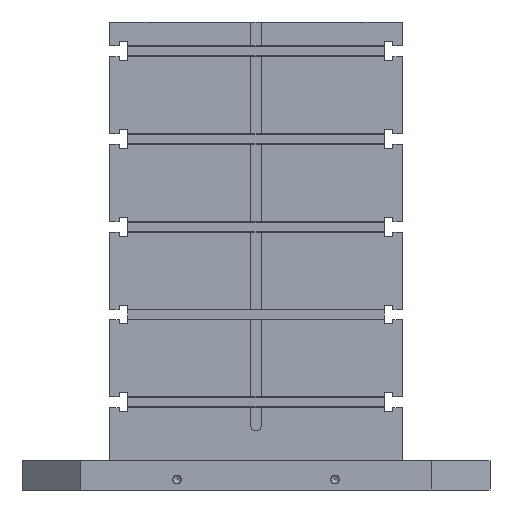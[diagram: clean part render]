
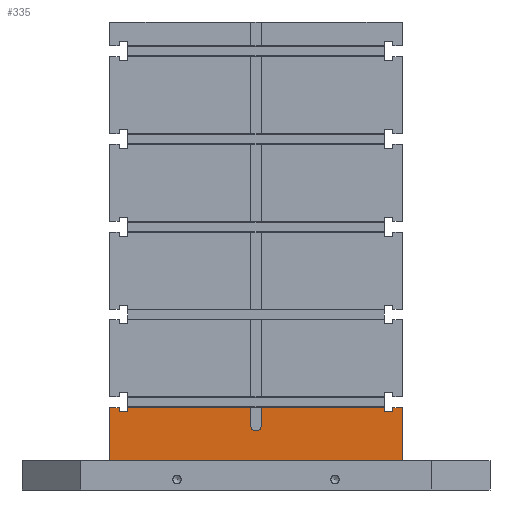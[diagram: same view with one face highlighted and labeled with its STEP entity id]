
A CAD part, front view. The second image highlights one B-rep face of the part: STEP entity #335.
In plain terms, the highlighted planar face has unit normal (0, -1, 0).
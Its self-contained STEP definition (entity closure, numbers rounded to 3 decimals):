
#335 = ADVANCED_FACE( '', ( #1711 ), #1712, .F. );
#1711 = FACE_OUTER_BOUND( '', #9896, .T. );
#1712 = PLANE( '', #9897 );
#9896 = EDGE_LOOP( '', ( #15763, #15764, #15765, #15766, #15767, #15768, #15769, #15770, #15771, #15772, #15773, #15774, #15775, #15776, #15777, #15778 ) );
#9897 = AXIS2_PLACEMENT_3D( '', #15779, #15780, #15781 );
#15763 = ORIENTED_EDGE( '', *, *, #23548, .F. );
#15764 = ORIENTED_EDGE( '', *, *, #23549, .F. );
#15765 = ORIENTED_EDGE( '', *, *, #23550, .T. );
#15766 = ORIENTED_EDGE( '', *, *, #23551, .T. );
#15767 = ORIENTED_EDGE( '', *, *, #23552, .T. );
#15768 = ORIENTED_EDGE( '', *, *, #23553, .T. );
#15769 = ORIENTED_EDGE( '', *, *, #23554, .T. );
#15770 = ORIENTED_EDGE( '', *, *, #23555, .T. );
#15771 = ORIENTED_EDGE( '', *, *, #23556, .T. );
#15772 = ORIENTED_EDGE( '', *, *, #23512, .F. );
#15773 = ORIENTED_EDGE( '', *, *, #23557, .T. );
#15774 = ORIENTED_EDGE( '', *, *, #23558, .F. );
#15775 = ORIENTED_EDGE( '', *, *, #23559, .F. );
#15776 = ORIENTED_EDGE( '', *, *, #23560, .F. );
#15777 = ORIENTED_EDGE( '', *, *, #23561, .T. );
#15778 = ORIENTED_EDGE( '', *, *, #23562, .F. );
#15779 = CARTESIAN_POINT( '', ( -250., -250., 800. ) );
#15780 = DIRECTION( '', ( 0., 1., 0. ) );
#15781 = DIRECTION( '', ( 0., 0., 1. ) );
#23512 = EDGE_CURVE( '', #26955, #26957, #26958, .T. );
#23548 = EDGE_CURVE( '', #27027, #27028, #27029, .T. );
#23549 = EDGE_CURVE( '', #27030, #27027, #27031, .T. );
#23550 = EDGE_CURVE( '', #27030, #27032, #27033, .T. );
#23551 = EDGE_CURVE( '', #27032, #27034, #27035, .T. );
#23552 = EDGE_CURVE( '', #27034, #27036, #27037, .T. );
#23553 = EDGE_CURVE( '', #27036, #27038, #27039, .T. );
#23554 = EDGE_CURVE( '', #27038, #27040, #27041, .T. );
#23555 = EDGE_CURVE( '', #27040, #27042, #27043, .T. );
#23556 = EDGE_CURVE( '', #27042, #26957, #27044, .T. );
#23557 = EDGE_CURVE( '', #26955, #27045, #27046, .T. );
#23558 = EDGE_CURVE( '', #27047, #27045, #27048, .T. );
#23559 = EDGE_CURVE( '', #27049, #27047, #27050, .T. );
#23560 = EDGE_CURVE( '', #27051, #27049, #27052, .T. );
#23561 = EDGE_CURVE( '', #27051, #27053, #27054, .T. );
#23562 = EDGE_CURVE( '', #27028, #27053, #27055, .T. );
#26955 = VERTEX_POINT( '', #32746 );
#26957 = VERTEX_POINT( '', #32749 );
#26958 = LINE( '', #32750, #32751 );
#27027 = VERTEX_POINT( '', #32854 );
#27028 = VERTEX_POINT( '', #32855 );
#27029 = CIRCLE( '', #32856, 9. );
#27030 = VERTEX_POINT( '', #32857 );
#27031 = LINE( '', #32858, #32859 );
#27032 = VERTEX_POINT( '', #32860 );
#27033 = LINE( '', #32861, #32862 );
#27034 = VERTEX_POINT( '', #32863 );
#27035 = LINE( '', #32864, #32865 );
#27036 = VERTEX_POINT( '', #32866 );
#27037 = LINE( '', #32867, #32868 );
#27038 = VERTEX_POINT( '', #32869 );
#27039 = LINE( '', #32870, #32871 );
#27040 = VERTEX_POINT( '', #32872 );
#27041 = LINE( '', #32873, #32874 );
#27042 = VERTEX_POINT( '', #32875 );
#27043 = LINE( '', #32876, #32877 );
#27044 = LINE( '', #32878, #32879 );
#27045 = VERTEX_POINT( '', #32880 );
#27046 = LINE( '', #32881, #32882 );
#27047 = VERTEX_POINT( '', #32883 );
#27048 = LINE( '', #32884, #32885 );
#27049 = VERTEX_POINT( '', #32886 );
#27050 = LINE( '', #32887, #32888 );
#27051 = VERTEX_POINT( '', #32889 );
#27052 = LINE( '', #32890, #32891 );
#27053 = VERTEX_POINT( '', #32892 );
#27054 = LINE( '', #32893, #32894 );
#27055 = LINE( '', #32895, #32896 );
#32746 = CARTESIAN_POINT( '', ( 250., -250., 141. ) );
#32749 = CARTESIAN_POINT( '', ( 250., -250., 50. ) );
#32750 = CARTESIAN_POINT( '', ( 250., -250., 800. ) );
#32751 = VECTOR( '', #39213, 1000. );
#32854 = CARTESIAN_POINT( '', ( -9., -250., 110. ) );
#32855 = CARTESIAN_POINT( '', ( 9., -250., 110. ) );
#32856 = AXIS2_PLACEMENT_3D( '', #39251, #39252, #39253 );
#32857 = CARTESIAN_POINT( '', ( -9., -250., 141. ) );
#32858 = CARTESIAN_POINT( '', ( -9., -250., 800. ) );
#32859 = VECTOR( '', #39254, 1000. );
#32860 = CARTESIAN_POINT( '', ( -220., -250., 141. ) );
#32861 = CARTESIAN_POINT( '', ( 250., -250., 141. ) );
#32862 = VECTOR( '', #39255, 1000. );
#32863 = CARTESIAN_POINT( '', ( -220., -250., 134. ) );
#32864 = CARTESIAN_POINT( '', ( -220., -250., 141. ) );
#32865 = VECTOR( '', #39256, 1000. );
#32866 = CARTESIAN_POINT( '', ( -234., -250., 134. ) );
#32867 = CARTESIAN_POINT( '', ( -220., -250., 134. ) );
#32868 = VECTOR( '', #39257, 1000. );
#32869 = CARTESIAN_POINT( '', ( -234., -250., 141. ) );
#32870 = CARTESIAN_POINT( '', ( -234., -250., 134. ) );
#32871 = VECTOR( '', #39258, 1000. );
#32872 = CARTESIAN_POINT( '', ( -250., -250., 141. ) );
#32873 = CARTESIAN_POINT( '', ( 250., -250., 141. ) );
#32874 = VECTOR( '', #39259, 1000. );
#32875 = CARTESIAN_POINT( '', ( -250., -250., 50. ) );
#32876 = CARTESIAN_POINT( '', ( -250., -250., 800. ) );
#32877 = VECTOR( '', #39260, 1000. );
#32878 = CARTESIAN_POINT( '', ( -400., -250., 50. ) );
#32879 = VECTOR( '', #39261, 1000. );
#32880 = CARTESIAN_POINT( '', ( 234., -250., 141. ) );
#32881 = CARTESIAN_POINT( '', ( 250., -250., 141. ) );
#32882 = VECTOR( '', #39262, 1000. );
#32883 = CARTESIAN_POINT( '', ( 234., -250., 134. ) );
#32884 = CARTESIAN_POINT( '', ( 234., -250., 134. ) );
#32885 = VECTOR( '', #39263, 1000. );
#32886 = CARTESIAN_POINT( '', ( 220., -250., 134. ) );
#32887 = CARTESIAN_POINT( '', ( 220., -250., 134. ) );
#32888 = VECTOR( '', #39264, 1000. );
#32889 = CARTESIAN_POINT( '', ( 220., -250., 141. ) );
#32890 = CARTESIAN_POINT( '', ( 220., -250., 141. ) );
#32891 = VECTOR( '', #39265, 1000. );
#32892 = CARTESIAN_POINT( '', ( 9., -250., 141. ) );
#32893 = CARTESIAN_POINT( '', ( 250., -250., 141. ) );
#32894 = VECTOR( '', #39266, 1000. );
#32895 = CARTESIAN_POINT( '', ( 9., -250., 800. ) );
#32896 = VECTOR( '', #39267, 1000. );
#39213 = DIRECTION( '', ( 0., 0., -1. ) );
#39251 = CARTESIAN_POINT( '', ( 0., -250., 110. ) );
#39252 = DIRECTION( '', ( 0., -1., 0. ) );
#39253 = DIRECTION( '', ( -1., 0., 0. ) );
#39254 = DIRECTION( '', ( 0., 0., -1. ) );
#39255 = DIRECTION( '', ( -1., 0., 0. ) );
#39256 = DIRECTION( '', ( 0., 0., -1. ) );
#39257 = DIRECTION( '', ( -1., 0., 0. ) );
#39258 = DIRECTION( '', ( 0., 0., 1. ) );
#39259 = DIRECTION( '', ( -1., 0., 0. ) );
#39260 = DIRECTION( '', ( 0., 0., -1. ) );
#39261 = DIRECTION( '', ( 1., 0., 0. ) );
#39262 = DIRECTION( '', ( -1., 0., 0. ) );
#39263 = DIRECTION( '', ( 0., 0., 1. ) );
#39264 = DIRECTION( '', ( 1., 0., 0. ) );
#39265 = DIRECTION( '', ( 0., 0., -1. ) );
#39266 = DIRECTION( '', ( -1., 0., 0. ) );
#39267 = DIRECTION( '', ( 0., 0., 1. ) );
